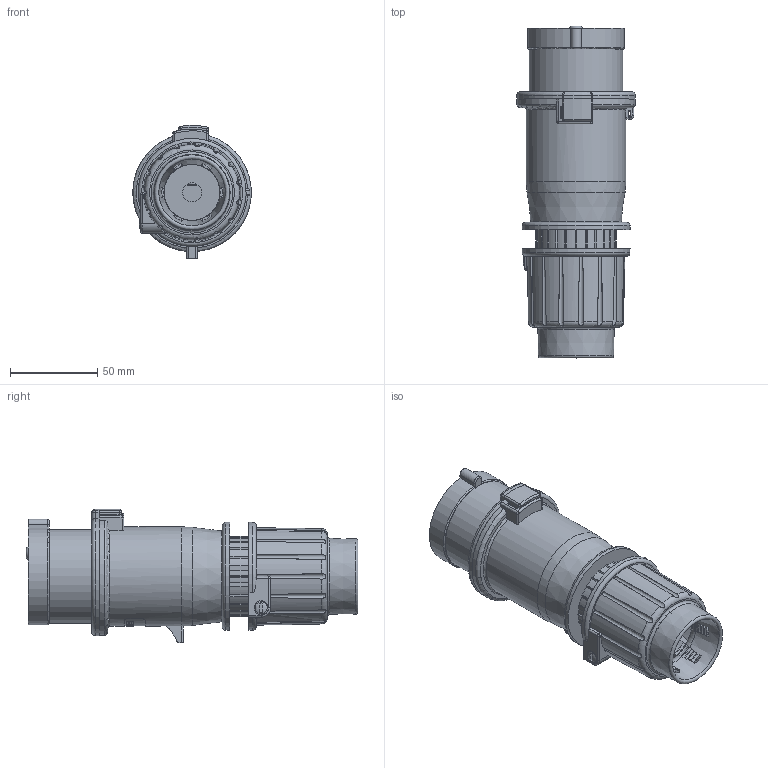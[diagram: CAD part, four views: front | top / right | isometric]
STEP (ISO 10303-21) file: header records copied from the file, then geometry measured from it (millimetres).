
FILE_DESCRIPTION(/* description */ (''),/* implementation_level */ '2;1');
FILE_NAME(/* name */ '4003545.stp',/* time_stamp */ '2019-03-01T11:04:52+01:00',/* author */ (''),/* organization */ (''),/* preprocessor_version */ 'ST-DEVELOPER v16.7',/* originating_system */ 'SIEMENS PLM Software NX 12.0',/* authorisation */ '');
FILE_SCHEMA (('AUTOMOTIVE_DESIGN { 1 0 10303 214 3 1 1 1 }'));
Length unit declared in the file: millimetre
Products named in the file (1): bsom23CC53FBoz7t
Bounding box: 67.94 x 190.5 x 76.46 mm (x, y, z)
Volume: 155613.8 mm3; surface area: 125013 mm2
Topology: 13 solids, 13 shells, 1026 faces, 2693 edges, 1740 vertices
Faces by surface type: plane 387, cylinder 314, cone 137, torus 112, bspline 62, sphere 14
Full cylindrical faces by diameter (mm): 1.5 x1, 1.8 x3, 2 x1, 2.4 x1, 2.8 x5, 3 x1, 3.5 x1, 3.6 x4, 3.7 x1, 4.5 x1, 5 x5, 5.3 x4, 5.8 x1, 6 x1, 6.9 x1, 7 x5, 7.3 x5, 7.938 x1, 8 x1, 8.3 x1, 10 x4, 11 x2, 14.3 x1, 14.4 x1, 17.5 x1, 17.6 x1, 20.6 x1, 20.7 x1, 23.8 x1, 23.9 x1
Entity records: 39095 total; most frequent: CARTESIAN_POINT 15432, ORIENTED_EDGE 4934, DIRECTION 4681, EDGE_CURVE 2467, AXIS2_PLACEMENT_3D 1905, VERTEX_POINT 1667, EDGE_LOOP 1259, ADVANCED_FACE 1025
